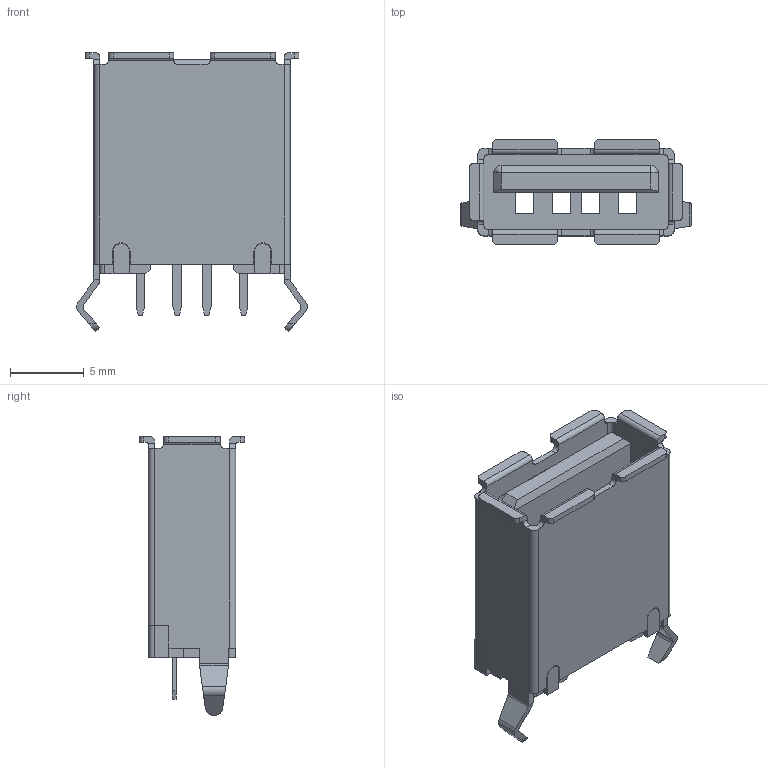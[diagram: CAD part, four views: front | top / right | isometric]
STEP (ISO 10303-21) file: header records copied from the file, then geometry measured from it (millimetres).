
FILE_DESCRIPTION (( 'STEP AP214' ), '1' );
FILE_NAME ('EFFB3D70-79F0-4D16-85F8-AA07A5A2259A.STEP', '2022-12-10T04:04:03', ( '' ), ( '' ), 'SwSTEP 2.0', 'SolidWorks 2022', '' );
FILE_SCHEMA (( 'AUTOMOTIVE_DESIGN' ));
Length unit declared in the file: millimetre
Products named in the file (1): EFFB3D70-79F0-4D16-85F8-AA07A5A2259A
Bounding box: 15.65 x 7.12 x 18.91 mm (x, y, z)
Volume: 585.4 mm3; surface area: 1546 mm2
Topology: 1 solids, 1 shells, 249 faces, 728 edges, 472 vertices
Faces by surface type: plane 179, cylinder 68, cone 2
Entity records: 10924 total; most frequent: CARTESIAN_POINT 1569, ORIENTED_EDGE 1452, DIRECTION 1297, EDGE_CURVE 726, LINE 573, VECTOR 573, VERTEX_POINT 472, AXIS2_PLACEMENT_3D 362
